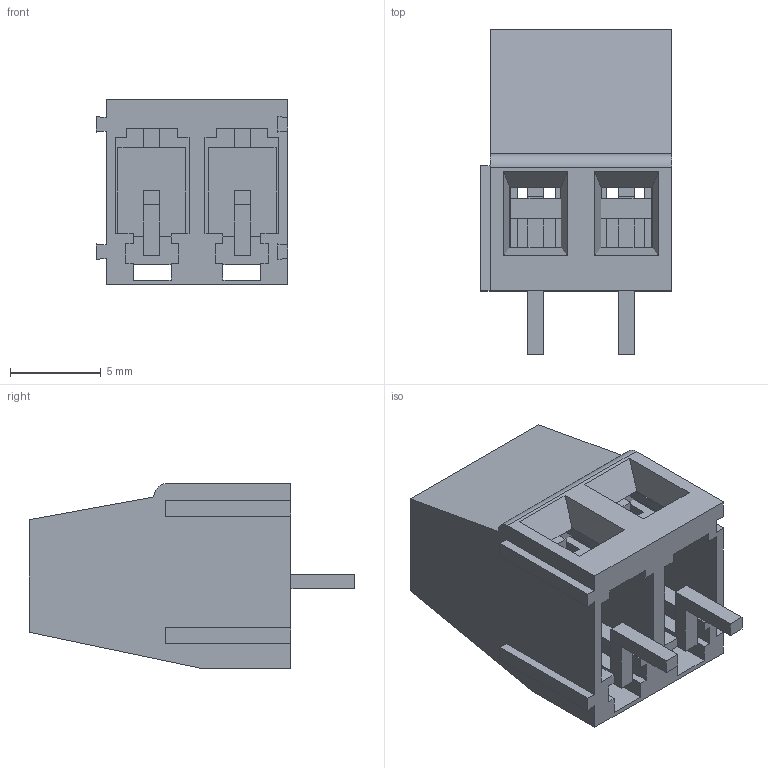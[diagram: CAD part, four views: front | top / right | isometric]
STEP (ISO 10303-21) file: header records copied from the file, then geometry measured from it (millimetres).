
FILE_DESCRIPTION (( 'STEP AP203' ), '1' );
FILE_NAME ('Bornera doble.STEP', '2022-03-08T11:44:42', ( '' ), ( '' ), 'SwSTEP 2.0', 'SolidWorks 2019', '' );
FILE_SCHEMA (( 'CONFIG_CONTROL_DESIGN' ));
Length unit declared in the file: millimetre
Products named in the file (1): Bornera doble
Bounding box: 10.55 x 17.9 x 10.2 mm (x, y, z)
Volume: 951.2 mm3; surface area: 1894.8 mm2
Topology: 7 solids, 7 shells, 165 faces, 443 edges, 294 vertices
Faces by surface type: plane 140, cylinder 21, torus 4
Entity records: 5228 total; most frequent: CARTESIAN_POINT 943, ORIENTED_EDGE 886, DIRECTION 821, EDGE_CURVE 443, LINE 381, VECTOR 381, VERTEX_POINT 294, AXIS2_PLACEMENT_3D 220
